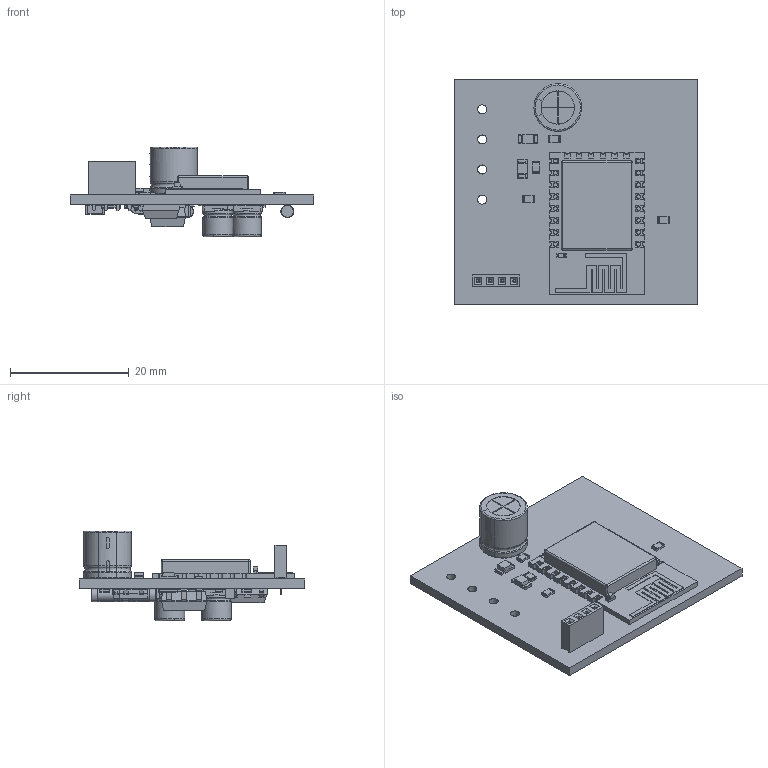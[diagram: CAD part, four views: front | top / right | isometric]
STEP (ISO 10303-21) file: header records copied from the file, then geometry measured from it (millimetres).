
FILE_DESCRIPTION(('KiCad electronic assembly'),'2;1');
FILE_NAME('RS_Board.step','2025-02-10T13:32:12',('Pcbnew'),('Kicad'), 'Open CASCADE STEP processor 7.8','KiCad to STEP converter','Unknown' );
FILE_SCHEMA(('AUTOMOTIVE_DESIGN { 1 0 10303 214 1 1 1 1 }'));
Length unit declared in the file: millimetre
Products named in the file (28): RS_Board 1; R_0805_2012Metric; PinSocket_1x04_P2.00mm_Vertical; LED_1206_3216Metric; CP_Radial_D8.0mm_P3.80mm; CP_Radial_D80mm_P380mm; ESP-12E; ESP_12E001_cp; R_1206_3216Metric; DIP-6_W7.62mm_SMDSocket; DIP_6_W762mm_SMDSocket; C_1206_3216Metric; TO-252-2; CQ assembly; D_MELF; D_MELF_Standard; CP_Elec_5x5.4; CP_Elec_5x54; TO-269AA; PowerIntegrations_SO-8C; PowerIntegrations_SO_8C; RS_Board_PCB
Assembly tree (41 placements, depth 3):
  RS_Board 1
    R_0805_2012Metric  x9
      R_0805_2012Metric
    PinSocket_1x04_P2.00mm_Vertical
      PinSocket_1x04_P2.00mm_Vertical
    LED_1206_3216Metric  x2
      LED_1206_3216Metric
    CP_Radial_D8.0mm_P3.80mm
      CP_Radial_D80mm_P380mm
    ESP-12E
      ESP_12E001_cp
    R_1206_3216Metric  x3
      R_1206_3216Metric
    DIP-6_W7.62mm_SMDSocket
      DIP_6_W762mm_SMDSocket
    C_1206_3216Metric  x2
      C_1206_3216Metric
    TO-252-2
      CQ assembly
    D_MELF  x2
      D_MELF_Standard
    CP_Elec_5x5.4  x2
      CP_Elec_5x54
    TO-269AA
      TO-269AA
    PowerIntegrations_SO-8C
      PowerIntegrations_SO_8C
    RS_Board_PCB
Bounding box: 41 x 38 x 15.1 mm (x, y, z)
Volume: 4296 mm3; surface area: 6678.8 mm2
Topology: 79 solids, 80 shells, 1642 faces, 4128 edges, 2673 vertices
Faces by surface type: plane 1140, cylinder 409, bspline 67, revolution 12, torus 10, sphere 4
Full cylindrical faces by diameter (mm): 0.4 x1, 0.5 x2, 0.65 x16, 0.7 x16, 0.8 x6, 1 x1, 1.52 x4, 2.1 x4, 2.12 x2, 2.2 x4, 5 x4
Entity records: 46573 total; most frequent: CARTESIAN_POINT 7849, ORIENTED_EDGE 6234, DIRECTION 6091, EDGE_CURVE 3117, LINE 2394, VECTOR 2394, VERTEX_POINT 2022, AXIS2_PLACEMENT_3D 1844
